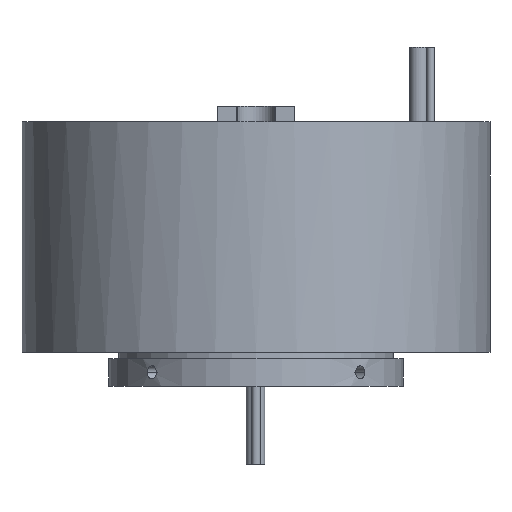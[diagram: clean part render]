
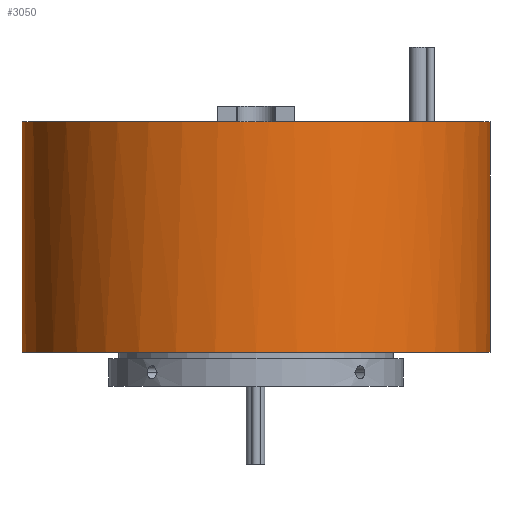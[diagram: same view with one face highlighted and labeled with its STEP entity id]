
A CAD part, front view. The second image highlights one B-rep face of the part: STEP entity #3050.
In plain terms, the highlighted cylindrical face has radius 59.5 mm (diameter 119 mm), a partial arc.
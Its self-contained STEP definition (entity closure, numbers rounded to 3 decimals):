
#22 = VERTEX_POINT ( 'NONE', #2653 ) ;
#57 = DIRECTION ( 'NONE',  ( 1., 0., 0. ) ) ;
#143 = CIRCLE ( 'NONE', #2746, 59.5 ) ;
#172 = VERTEX_POINT ( 'NONE', #1856 ) ;
#206 = EDGE_CURVE ( 'NONE', #22, #827, #4020, .T. ) ;
#226 = ORIENTED_EDGE ( 'NONE', *, *, #478, .T. ) ;
#258 = ORIENTED_EDGE ( 'NONE', *, *, #1398, .F. ) ;
#302 = CARTESIAN_POINT ( 'NONE',  ( 0., 0., 67.2 ) ) ;
#478 = EDGE_CURVE ( 'NONE', #1442, #3878, #143, .T. ) ;
#519 = VECTOR ( 'NONE', #2803, 1000. ) ;
#583 = LINE ( 'NONE', #1559, #1330 ) ;
#607 = FACE_OUTER_BOUND ( 'NONE', #2390, .T. ) ;
#608 = CIRCLE ( 'NONE', #3642, 59.5 ) ;
#666 = AXIS2_PLACEMENT_3D ( 'NONE', #764, #3625, #1064 ) ;
#764 = CARTESIAN_POINT ( 'NONE',  ( 0., 0., 67.2 ) ) ;
#819 = CARTESIAN_POINT ( 'NONE',  ( 0., 0., 67.2 ) ) ;
#827 = VERTEX_POINT ( 'NONE', #3444 ) ;
#864 = EDGE_CURVE ( 'NONE', #22, #1442, #583, .T. ) ;
#1064 = DIRECTION ( 'NONE',  ( 1., 0., 0. ) ) ;
#1105 = EDGE_CURVE ( 'NONE', #172, #1318, #3903, .T. ) ;
#1145 = DIRECTION ( 'NONE',  ( 1., 0., 0. ) ) ;
#1162 = CARTESIAN_POINT ( 'NONE',  ( 59.5, 0., 8.6 ) ) ;
#1218 = ORIENTED_EDGE ( 'NONE', *, *, #206, .F. ) ;
#1287 = AXIS2_PLACEMENT_3D ( 'NONE', #3777, #1907, #57 ) ;
#1318 = VERTEX_POINT ( 'NONE', #3242 ) ;
#1330 = VECTOR ( 'NONE', #2498, 1000. ) ;
#1398 = EDGE_CURVE ( 'NONE', #1318, #3878, #2282, .T. ) ;
#1442 = VERTEX_POINT ( 'NONE', #1577 ) ;
#1559 = CARTESIAN_POINT ( 'NONE',  ( -59.5, 0., 67.2 ) ) ;
#1577 = CARTESIAN_POINT ( 'NONE',  ( -59.5, 0., 8.6 ) ) ;
#1829 = DIRECTION ( 'NONE',  ( -1., 0., 0. ) ) ;
#1856 = CARTESIAN_POINT ( 'NONE',  ( 9.75, -58.696, 67.2 ) ) ;
#1907 = DIRECTION ( 'NONE',  ( 0., 0., 1. ) ) ;
#2282 = LINE ( 'NONE', #3729, #519 ) ;
#2390 = EDGE_LOOP ( 'NONE', ( #258, #3218, #2760, #1218, #3581, #226 ) ) ;
#2462 = DIRECTION ( 'NONE',  ( 0., 0., -1. ) ) ;
#2498 = DIRECTION ( 'NONE',  ( 0., 0., -1. ) ) ;
#2653 = CARTESIAN_POINT ( 'NONE',  ( -59.5, 0., 67.2 ) ) ;
#2746 = AXIS2_PLACEMENT_3D ( 'NONE', #4007, #3686, #3673 ) ;
#2760 = ORIENTED_EDGE ( 'NONE', *, *, #3795, .F. ) ;
#2803 = DIRECTION ( 'NONE',  ( 0., 0., -1. ) ) ;
#3018 = DIRECTION ( 'NONE',  ( 0., 0., 1. ) ) ;
#3019 = CYLINDRICAL_SURFACE ( 'NONE', #3452, 59.5 ) ;
#3050 = ADVANCED_FACE ( 'NONE', ( #607 ), #3019, .T. ) ;
#3218 = ORIENTED_EDGE ( 'NONE', *, *, #1105, .F. ) ;
#3242 = CARTESIAN_POINT ( 'NONE',  ( 59.5, 0., 67.2 ) ) ;
#3444 = CARTESIAN_POINT ( 'NONE',  ( -9.75, -58.696, 67.2 ) ) ;
#3452 = AXIS2_PLACEMENT_3D ( 'NONE', #302, #2462, #1829 ) ;
#3581 = ORIENTED_EDGE ( 'NONE', *, *, #864, .T. ) ;
#3625 = DIRECTION ( 'NONE',  ( 0., 0., 1. ) ) ;
#3642 = AXIS2_PLACEMENT_3D ( 'NONE', #819, #3018, #1145 ) ;
#3673 = DIRECTION ( 'NONE',  ( 1., 0., 0. ) ) ;
#3686 = DIRECTION ( 'NONE',  ( 0., 0., 1. ) ) ;
#3729 = CARTESIAN_POINT ( 'NONE',  ( 59.5, 0., 67.2 ) ) ;
#3777 = CARTESIAN_POINT ( 'NONE',  ( 0., 0., 67.2 ) ) ;
#3795 = EDGE_CURVE ( 'NONE', #827, #172, #608, .T. ) ;
#3878 = VERTEX_POINT ( 'NONE', #1162 ) ;
#3903 = CIRCLE ( 'NONE', #1287, 59.5 ) ;
#4007 = CARTESIAN_POINT ( 'NONE',  ( 0., 0., 8.6 ) ) ;
#4020 = CIRCLE ( 'NONE', #666, 59.5 ) ;
